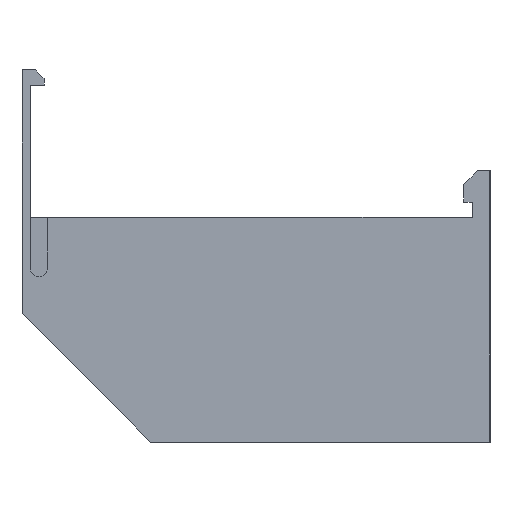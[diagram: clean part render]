
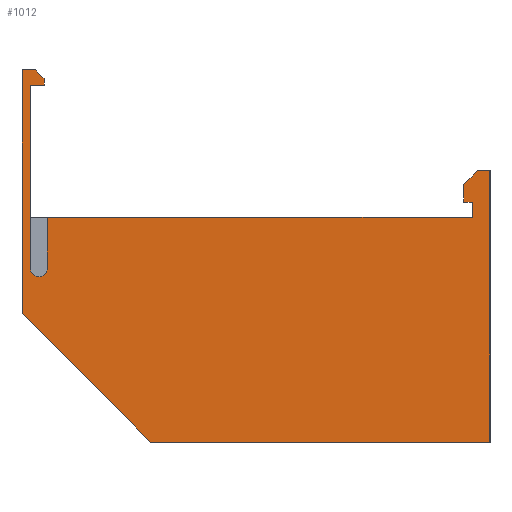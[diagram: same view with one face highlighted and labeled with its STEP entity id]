
A CAD part, left-side view. The second image highlights one B-rep face of the part: STEP entity #1012.
In plain terms, the highlighted planar face has unit normal (-1, 0, 0).
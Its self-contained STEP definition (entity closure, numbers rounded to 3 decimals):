
#1=DIRECTION('',(0.,0.,-1.));
#2=VECTOR('',#1,6.);
#3=CARTESIAN_POINT('',(-45.,52.2,0.));
#4=LINE('',#3,#2);
#5=DIRECTION('',(0.,-1.,0.));
#6=VECTOR('',#5,50.1);
#7=CARTESIAN_POINT('',(-45.,52.2,0.));
#8=LINE('',#7,#6);
#9=DIRECTION('',(0.,0.,1.));
#10=VECTOR('',#9,1.8);
#11=CARTESIAN_POINT('',(-45.,2.1,0.));
#12=LINE('',#11,#10);
#13=DIRECTION('',(0.,1.,0.));
#14=VECTOR('',#13,1.);
#15=CARTESIAN_POINT('',(-45.,2.1,1.8));
#16=LINE('',#15,#14);
#17=DIRECTION('',(0.,0.,1.));
#18=VECTOR('',#17,2.1);
#19=CARTESIAN_POINT('',(-45.,3.1,1.8));
#20=LINE('',#19,#18);
#21=DIRECTION('',(0.,-0.707,0.707));
#22=VECTOR('',#21,2.263);
#23=CARTESIAN_POINT('',(-45.,3.1,3.9));
#24=LINE('',#23,#22);
#25=DIRECTION('',(0.,-1.,0.));
#26=VECTOR('',#25,1.5);
#27=CARTESIAN_POINT('',(-45.,1.5,5.5));
#28=LINE('',#27,#26);
#29=DIRECTION('',(0.,0.,-1.));
#30=VECTOR('',#29,32.);
#31=CARTESIAN_POINT('',(-45.,0.,5.5));
#32=LINE('',#31,#30);
#33=DIRECTION('',(0.,1.,0.));
#34=VECTOR('',#33,40.);
#35=CARTESIAN_POINT('',(-45.,0.,-26.5));
#36=LINE('',#35,#34);
#37=DIRECTION('',(0.,0.707,0.707));
#38=VECTOR('',#37,21.496);
#39=CARTESIAN_POINT('',(-45.,40.,-26.5));
#40=LINE('',#39,#38);
#41=DIRECTION('',(0.,0.,1.));
#42=VECTOR('',#41,28.7);
#43=CARTESIAN_POINT('',(-45.,55.2,-11.3));
#44=LINE('',#43,#42);
#45=DIRECTION('',(0.,-1.,0.));
#46=VECTOR('',#45,1.6);
#47=CARTESIAN_POINT('',(-45.,55.2,17.4));
#48=LINE('',#47,#46);
#49=DIRECTION('',(0.,0.,-1.));
#50=VECTOR('',#49,0.8);
#51=CARTESIAN_POINT('',(-45.,52.6,16.4));
#52=LINE('',#51,#50);
#53=DIRECTION('',(0.,1.,0.));
#54=VECTOR('',#53,1.6);
#55=CARTESIAN_POINT('',(-45.,52.6,15.6));
#56=LINE('',#55,#54);
#57=CARTESIAN_POINT('',(-45.,53.2,-6.));
#58=DIRECTION('',(1.,0.,0.));
#59=DIRECTION('',(0.,-1.,0.));
#60=AXIS2_PLACEMENT_3D('',#57,#58,#59);
#130=DIRECTION('',(0.,0.,1.));
#131=VECTOR('',#130,21.6);
#132=CARTESIAN_POINT('',(-45.,54.2,-6.));
#133=LINE('',#132,#131);
#719=DIRECTION('',(0.,0.707,0.707));
#720=VECTOR('',#719,1.414);
#721=CARTESIAN_POINT('',(-45.,52.6,16.4));
#722=LINE('',#721,#720);
#731=CARTESIAN_POINT('',(-45.,2.1,0.));
#732=CARTESIAN_POINT('',(-45.,2.1,1.8));
#733=VERTEX_POINT('',#731);
#734=VERTEX_POINT('',#732);
#735=CARTESIAN_POINT('',(-45.,3.1,1.8));
#736=VERTEX_POINT('',#735);
#737=CARTESIAN_POINT('',(-45.,3.1,3.9));
#738=VERTEX_POINT('',#737);
#739=CARTESIAN_POINT('',(-45.,1.5,5.5));
#740=VERTEX_POINT('',#739);
#741=CARTESIAN_POINT('',(-45.,0.,5.5));
#742=VERTEX_POINT('',#741);
#743=CARTESIAN_POINT('',(-45.,0.,-26.5));
#744=VERTEX_POINT('',#743);
#745=CARTESIAN_POINT('',(-45.,40.,-26.5));
#746=VERTEX_POINT('',#745);
#747=CARTESIAN_POINT('',(-45.,55.2,-11.3));
#748=VERTEX_POINT('',#747);
#749=CARTESIAN_POINT('',(-45.,55.2,17.4));
#750=VERTEX_POINT('',#749);
#751=CARTESIAN_POINT('',(-45.,52.6,15.6));
#752=CARTESIAN_POINT('',(-45.,54.2,15.6));
#753=VERTEX_POINT('',#751);
#754=VERTEX_POINT('',#752);
#827=CARTESIAN_POINT('',(-45.,52.2,0.));
#828=CARTESIAN_POINT('',(-45.,52.2,-6.));
#829=VERTEX_POINT('',#827);
#830=VERTEX_POINT('',#828);
#831=CARTESIAN_POINT('',(-45.,54.2,-6.));
#832=VERTEX_POINT('',#831);
#879=CARTESIAN_POINT('',(-45.,52.6,16.4));
#881=VERTEX_POINT('',#879);
#883=CARTESIAN_POINT('',(-45.,53.6,17.4));
#885=VERTEX_POINT('',#883);
#971=CARTESIAN_POINT('',(-45.,0.,0.));
#972=DIRECTION('',(1.,0.,0.));
#973=DIRECTION('',(0.,0.,-1.));
#974=AXIS2_PLACEMENT_3D('',#971,#972,#973);
#975=PLANE('',#974);
#977=ORIENTED_EDGE('',*,*,#976,.F.);
#979=ORIENTED_EDGE('',*,*,#978,.T.);
#981=ORIENTED_EDGE('',*,*,#980,.T.);
#983=ORIENTED_EDGE('',*,*,#982,.T.);
#985=ORIENTED_EDGE('',*,*,#984,.T.);
#987=ORIENTED_EDGE('',*,*,#986,.T.);
#989=ORIENTED_EDGE('',*,*,#988,.T.);
#991=ORIENTED_EDGE('',*,*,#990,.T.);
#993=ORIENTED_EDGE('',*,*,#992,.T.);
#995=ORIENTED_EDGE('',*,*,#994,.T.);
#997=ORIENTED_EDGE('',*,*,#996,.T.);
#999=ORIENTED_EDGE('',*,*,#998,.T.);
#1001=ORIENTED_EDGE('',*,*,#1000,.F.);
#1003=ORIENTED_EDGE('',*,*,#1002,.T.);
#1005=ORIENTED_EDGE('',*,*,#1004,.T.);
#1007=ORIENTED_EDGE('',*,*,#1006,.F.);
#1009=ORIENTED_EDGE('',*,*,#1008,.F.);
#1010=EDGE_LOOP('',(#977,#979,#981,#983,#985,#987,#989,#991,#993,#995,#997,#999,
#1001,#1003,#1005,#1007,#1009));
#1011=FACE_OUTER_BOUND('',#1010,.F.);
#1012=ADVANCED_FACE('',(#1011),#975,.F.);
#61=CIRCLE('',#60,1.);
#976=EDGE_CURVE('',#829,#830,#4,.T.);
#978=EDGE_CURVE('',#829,#733,#8,.T.);
#980=EDGE_CURVE('',#733,#734,#12,.T.);
#982=EDGE_CURVE('',#734,#736,#16,.T.);
#984=EDGE_CURVE('',#736,#738,#20,.T.);
#986=EDGE_CURVE('',#738,#740,#24,.T.);
#988=EDGE_CURVE('',#740,#742,#28,.T.);
#990=EDGE_CURVE('',#742,#744,#32,.T.);
#992=EDGE_CURVE('',#744,#746,#36,.T.);
#994=EDGE_CURVE('',#746,#748,#40,.T.);
#996=EDGE_CURVE('',#748,#750,#44,.T.);
#998=EDGE_CURVE('',#750,#885,#48,.T.);
#1000=EDGE_CURVE('',#881,#885,#722,.T.);
#1002=EDGE_CURVE('',#881,#753,#52,.T.);
#1004=EDGE_CURVE('',#753,#754,#56,.T.);
#1006=EDGE_CURVE('',#832,#754,#133,.T.);
#1008=EDGE_CURVE('',#830,#832,#61,.T.);
